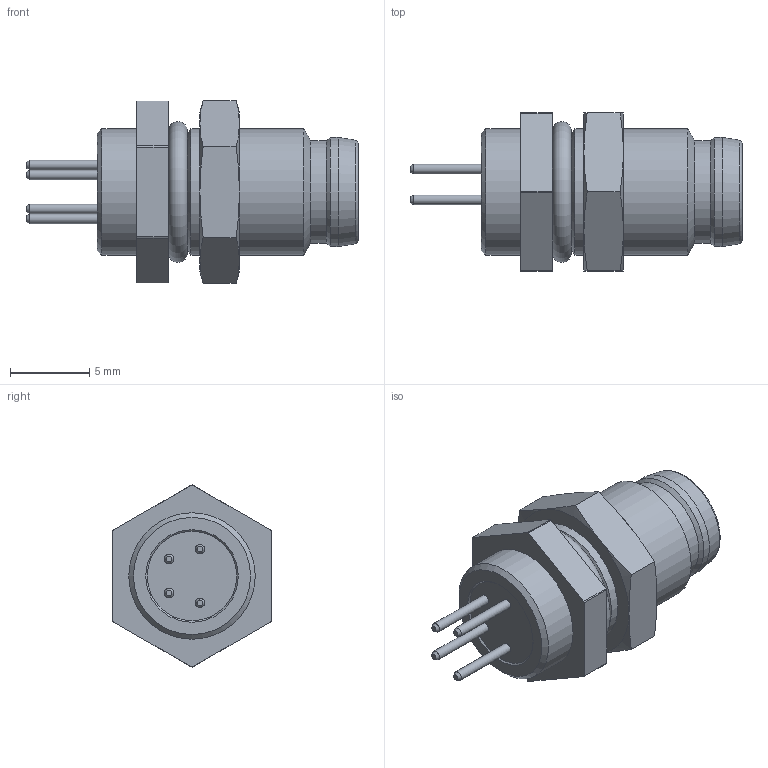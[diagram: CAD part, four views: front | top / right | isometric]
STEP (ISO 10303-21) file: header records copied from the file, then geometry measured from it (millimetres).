
FILE_DESCRIPTION(/* description */ (''),/* implementation_level */ '2;1');
FILE_NAME(/* name */ '09-3391-81-04.stp',/* time_stamp */ '2013-10-18T09:34:35+02:00',/* author */ (''),/* organization */ (''),/* preprocessor_version */ 'ST-DEVELOPER v14',/* originating_system */ 'SIEMENS PLM Software NX 8.0',/* authorisation */ '');
FILE_SCHEMA (('AUTOMOTIVE_DESIGN { 1 0 10303 214 3 1 1 1 }'));
Length unit declared in the file: millimetre
Products named in the file (1): cerl04F051C8uq0j
Bounding box: 21 x 10 x 11.55 mm (x, y, z)
Volume: 831.2 mm3; surface area: 977.3 mm2
Topology: 1 solids, 2 shells, 86 faces, 195 edges, 119 vertices
Faces by surface type: cone 28, plane 26, cylinder 23, torus 5, sphere 4
Full cylindrical faces by diameter (mm): 0.6 x4, 1 x4, 5.6 x1, 5.8 x1, 6.5 x3, 6.9 x1, 8 x3
Entity records: 2058 total; most frequent: CARTESIAN_POINT 391, DIRECTION 358, ORIENTED_EDGE 262, AXIS2_PLACEMENT_3D 164, EDGE_LOOP 140, EDGE_CURVE 131, FACE_BOUND 102, VERTEX_POINT 101
